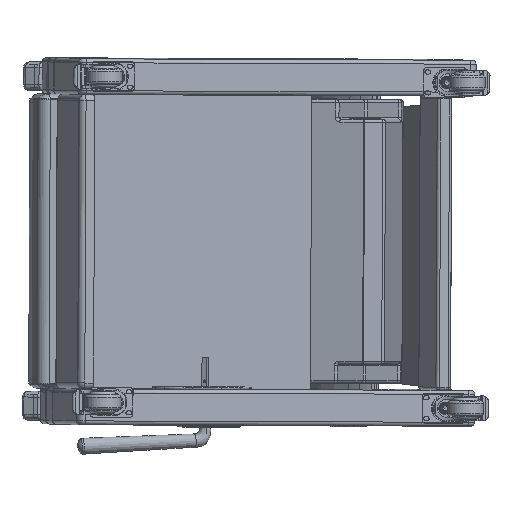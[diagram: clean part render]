
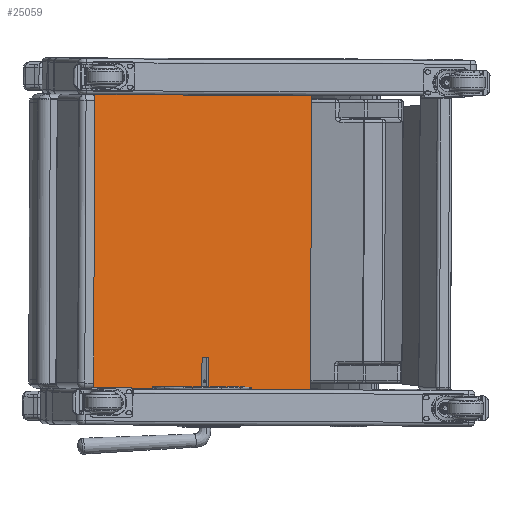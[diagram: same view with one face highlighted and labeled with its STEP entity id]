
A CAD part, front view. The second image highlights one B-rep face of the part: STEP entity #25059.
In plain terms, the highlighted face is planar.
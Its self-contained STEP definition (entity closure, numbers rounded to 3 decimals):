
#1497=PLANE('',#27238);
#2747=FACE_OUTER_BOUND('',#4268,.T.);
#4268=EDGE_LOOP('',(#18257,#18258,#18259,#18260));
#5895=LINE('',#46550,#7618);
#5902=LINE('',#46564,#7625);
#5904=LINE('',#46567,#7627);
#5907=LINE('',#46574,#7630);
#7618=VECTOR('',#30964,0.394);
#7625=VECTOR('',#30973,0.394);
#7627=VECTOR('',#30977,0.394);
#7630=VECTOR('',#30988,0.394);
#10932=VERTEX_POINT('',#46547);
#10933=VERTEX_POINT('',#46549);
#10938=VERTEX_POINT('',#46561);
#10939=VERTEX_POINT('',#46563);
#13782=EDGE_CURVE('',#10932,#10933,#5895,.T.);
#13789=EDGE_CURVE('',#10938,#10939,#5902,.T.);
#13791=EDGE_CURVE('',#10932,#10939,#5904,.T.);
#13794=EDGE_CURVE('',#10938,#10933,#5907,.T.);
#18257=ORIENTED_EDGE('',*,*,#13794,.T.);
#18258=ORIENTED_EDGE('',*,*,#13782,.F.);
#18259=ORIENTED_EDGE('',*,*,#13791,.T.);
#18260=ORIENTED_EDGE('',*,*,#13789,.F.);
#25059=ADVANCED_FACE('',(#2747),#1497,.T.);
#27238=AXIS2_PLACEMENT_3D('',#46575,#30989,#30990);
#30964=DIRECTION('',(1.,0.,0.));
#30973=DIRECTION('',(-1.,0.,0.));
#30977=DIRECTION('',(0.,0.,-1.));
#30988=DIRECTION('',(0.,0.,1.));
#30989=DIRECTION('center_axis',(0.,-1.,0.));
#30990=DIRECTION('ref_axis',(1.,0.,0.));
#46547=CARTESIAN_POINT('',(-12.334,-1.974,12.313));
#46549=CARTESIAN_POINT('',(6.683,-1.974,12.313));
#46550=CARTESIAN_POINT('',(-12.334,-1.974,12.313));
#46561=CARTESIAN_POINT('',(6.683,-1.974,-12.313));
#46563=CARTESIAN_POINT('',(-12.334,-1.974,-12.313));
#46564=CARTESIAN_POINT('',(-12.334,-1.974,-12.313));
#46567=CARTESIAN_POINT('',(-12.334,-1.974,0.));
#46574=CARTESIAN_POINT('',(6.683,-1.974,0.));
#46575=CARTESIAN_POINT('Origin',(-12.334,-1.974,0.));
